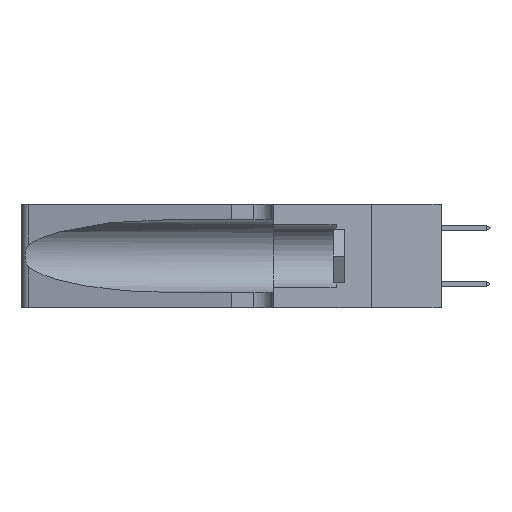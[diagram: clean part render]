
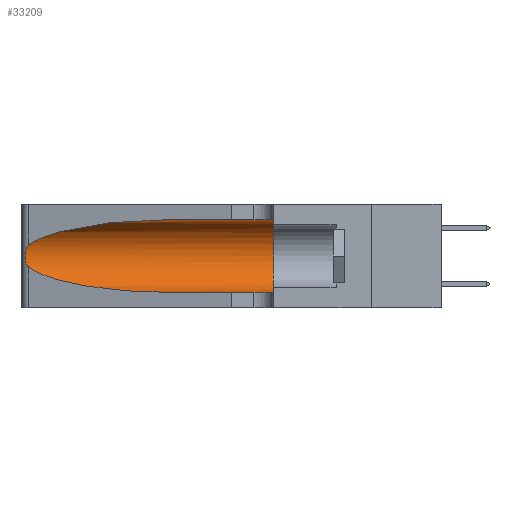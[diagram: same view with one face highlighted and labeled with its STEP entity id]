
A CAD part, left-side view. The second image highlights one B-rep face of the part: STEP entity #33209.
In plain terms, the highlighted cylindrical face has radius 3.308 mm (diameter 6.617 mm), a partial arc.
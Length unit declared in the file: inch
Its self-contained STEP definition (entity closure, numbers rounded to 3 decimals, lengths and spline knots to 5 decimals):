
#561 = AXIS2_PLACEMENT_3D ( 'NONE', #5252, #34129, #19824 ) ;
#563 = CARTESIAN_POINT ( 'NONE',  ( 0.2373, 1.15595, 0.08982 ) ) ;
#981 = CARTESIAN_POINT ( 'NONE',  ( 0.25555, 1.22994, 0.2215 ) ) ;
#1265 = CARTESIAN_POINT ( 'NONE',  ( 0.1305, 0.72297, 0.31525 ) ) ;
#1287 = CARTESIAN_POINT ( 'NONE',  ( 0.18966, 0.96281, 0.31525 ) ) ;
#1814 = CARTESIAN_POINT ( 'NONE',  ( 0.25856, 1.23593, 0.16098 ) ) ;
#2780 = EDGE_CURVE ( 'NONE', #6046, #21414, #20837, .T. ) ;
#3374 = ORIENTED_EDGE ( 'NONE', *, *, #9591, .F. ) ;
#4166 = CARTESIAN_POINT ( 'NONE',  ( 0.2373, 1.15595, 0.28018 ) ) ;
#4669 = CIRCLE ( 'NONE', #561, 0.13025 ) ;
#4699 = CARTESIAN_POINT ( 'NONE',  ( 0.26075, 1.23896, 0.19203 ) ) ;
#5252 = CARTESIAN_POINT ( 'NONE',  ( 0.1305, 0.35, 0.185 ) ) ;
#6046 = VERTEX_POINT ( 'NONE', #9333 ) ;
#6133 = LINE ( 'NONE', #7485, #33523 ) ;
#6294 =( BOUNDED_CURVE ( )  B_SPLINE_CURVE ( 3, ( #29118, #563, #17273, #17395 ),
 .UNSPECIFIED., .F., .T. ) 
 B_SPLINE_CURVE_WITH_KNOTS ( ( 4, 4 ),
 ( 3.44316, 4.71239 ),
 .UNSPECIFIED. ) 
 CURVE ( )  GEOMETRIC_REPRESENTATION_ITEM ( )  RATIONAL_B_SPLINE_CURVE ( ( 1., 0.87, 0.87, 1. ) ) 
 REPRESENTATION_ITEM ( '' )  );
#6391 = EDGE_LOOP ( 'NONE', ( #25689, #10055, #28841, #24358, #26524, #3374 ) ) ;
#6935 = VERTEX_POINT ( 'NONE', #28916 ) ;
#7485 = CARTESIAN_POINT ( 'NONE',  ( 0.1305, 1.61858, 0.05475 ) ) ;
#8044 = CARTESIAN_POINT ( 'NONE',  ( 0.25854, 1.2359, 0.20912 ) ) ;
#8395 = EDGE_CURVE ( 'NONE', #21414, #17993, #6294, .T. ) ;
#8770 = FACE_OUTER_BOUND ( 'NONE', #6391, .T. ) ;
#9333 = CARTESIAN_POINT ( 'NONE',  ( 0.25487, 1.22718, 0.22369 ) ) ;
#9591 = EDGE_CURVE ( 'NONE', #28673, #6935, #25611, .T. ) ;
#9718 = CARTESIAN_POINT ( 'NONE',  ( 0.1305, 0.72297, 0.05475 ) ) ;
#9792 = CARTESIAN_POINT ( 'NONE',  ( 0.1305, 0.72297, 0.31525 ) ) ;
#10055 = ORIENTED_EDGE ( 'NONE', *, *, #2780, .T. ) ;
#11064 = CARTESIAN_POINT ( 'NONE',  ( 0.1305, 1.61858, 0.31525 ) ) ;
#11804 =( BOUNDED_CURVE ( )  B_SPLINE_CURVE ( 3, ( #9792, #1287, #4166, #27833 ),
 .UNSPECIFIED., .F., .F. ) 
 B_SPLINE_CURVE_WITH_KNOTS ( ( 4, 4 ),
 ( 1.5708, 2.84003 ),
 .UNSPECIFIED. ) 
 CURVE ( )  GEOMETRIC_REPRESENTATION_ITEM ( )  RATIONAL_B_SPLINE_CURVE ( ( 1., 0.87, 0.87, 1. ) ) 
 REPRESENTATION_ITEM ( '' )  );
#13389 = CARTESIAN_POINT ( 'NONE',  ( 0.26075, 1.23896, 0.178 ) ) ;
#17273 = CARTESIAN_POINT ( 'NONE',  ( 0.18966, 0.96281, 0.05475 ) ) ;
#17395 = CARTESIAN_POINT ( 'NONE',  ( 0.1305, 0.72297, 0.05475 ) ) ;
#17641 = CARTESIAN_POINT ( 'NONE',  ( 0.25787, 1.23484, 0.2124 ) ) ;
#17764 = CARTESIAN_POINT ( 'NONE',  ( 0.26018, 1.23835, 0.19895 ) ) ;
#17993 = VERTEX_POINT ( 'NONE', #9718 ) ;
#18028 = VECTOR ( 'NONE', #19750, 39.37008 ) ;
#18999 = CARTESIAN_POINT ( 'NONE',  ( 0.25639, 1.23186, 0.15144 ) ) ;
#19392 = DIRECTION ( 'NONE',  ( 0., -1., 0. ) ) ;
#19750 = DIRECTION ( 'NONE',  ( 0., -1., 0. ) ) ;
#19824 = DIRECTION ( 'NONE',  ( 0., 0., 1. ) ) ;
#20670 = DIRECTION ( 'NONE',  ( 0., -1., 0. ) ) ;
#20837 = B_SPLINE_CURVE_WITH_KNOTS ( 'NONE', 3,
 ( #24295, #981, #21060, #17641, #8044, #17764, #4699, #13389, #30862, #1814, #30332, #18999, #24874, #33414 ),
 .UNSPECIFIED., .F., .F.,
 ( 4, 2, 2, 2, 2, 2, 4 ),
 ( 0., 0.00027, 0.00053, 0.00107, 0.0016, 0.00187, 0.00214 ),
 .UNSPECIFIED. ) ;
#21060 = CARTESIAN_POINT ( 'NONE',  ( 0.25639, 1.23184, 0.21858 ) ) ;
#21414 = VERTEX_POINT ( 'NONE', #34352 ) ;
#22456 = EDGE_CURVE ( 'NONE', #28673, #6046, #11804, .T. ) ;
#23671 = CARTESIAN_POINT ( 'NONE',  ( 0.1305, 1.61858, 0.185 ) ) ;
#24295 = CARTESIAN_POINT ( 'NONE',  ( 0.25487, 1.22718, 0.22369 ) ) ;
#24358 = ORIENTED_EDGE ( 'NONE', *, *, #25878, .T. ) ;
#24874 = CARTESIAN_POINT ( 'NONE',  ( 0.25555, 1.22993, 0.14849 ) ) ;
#25370 = CYLINDRICAL_SURFACE ( 'NONE', #28428, 0.13025 ) ;
#25611 = LINE ( 'NONE', #11064, #18028 ) ;
#25689 = ORIENTED_EDGE ( 'NONE', *, *, #22456, .T. ) ;
#25878 = EDGE_CURVE ( 'NONE', #17993, #31679, #6133, .T. ) ;
#26524 = ORIENTED_EDGE ( 'NONE', *, *, #28712, .F. ) ;
#27833 = CARTESIAN_POINT ( 'NONE',  ( 0.25487, 1.22718, 0.22369 ) ) ;
#28364 = CARTESIAN_POINT ( 'NONE',  ( 0.1305, 0.35, 0.05475 ) ) ;
#28428 = AXIS2_PLACEMENT_3D ( 'NONE', #23671, #20670, #32303 ) ;
#28673 = VERTEX_POINT ( 'NONE', #1265 ) ;
#28712 = EDGE_CURVE ( 'NONE', #6935, #31679, #4669, .T. ) ;
#28841 = ORIENTED_EDGE ( 'NONE', *, *, #8395, .T. ) ;
#28916 = CARTESIAN_POINT ( 'NONE',  ( 0.1305, 0.35, 0.31525 ) ) ;
#29118 = CARTESIAN_POINT ( 'NONE',  ( 0.25487, 1.22718, 0.14631 ) ) ;
#30332 = CARTESIAN_POINT ( 'NONE',  ( 0.25789, 1.23486, 0.15765 ) ) ;
#30862 = CARTESIAN_POINT ( 'NONE',  ( 0.26017, 1.23833, 0.17102 ) ) ;
#31679 = VERTEX_POINT ( 'NONE', #28364 ) ;
#32303 = DIRECTION ( 'NONE',  ( 0., 0., -1. ) ) ;
#33209 = ADVANCED_FACE ( 'NONE', ( #8770 ), #25370, .F. ) ;
#33414 = CARTESIAN_POINT ( 'NONE',  ( 0.25487, 1.22718, 0.14631 ) ) ;
#33523 = VECTOR ( 'NONE', #19392, 39.37008 ) ;
#34129 = DIRECTION ( 'NONE',  ( 0., 1., 0. ) ) ;
#34352 = CARTESIAN_POINT ( 'NONE',  ( 0.25487, 1.22718, 0.14631 ) ) ;
